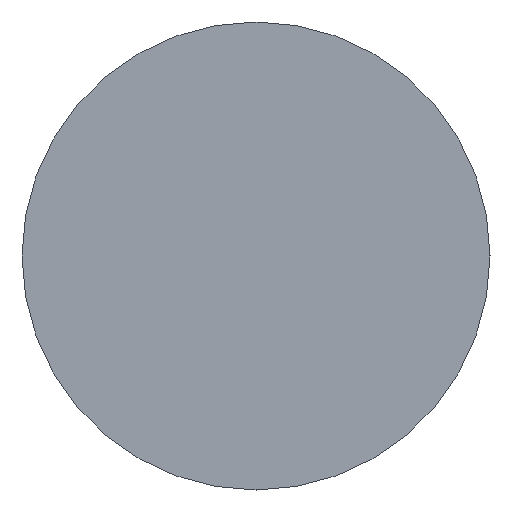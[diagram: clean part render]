
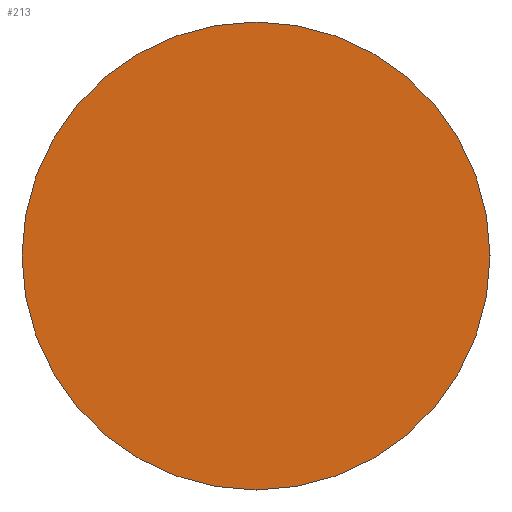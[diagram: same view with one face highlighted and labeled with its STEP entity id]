
A CAD part, left-side view. The second image highlights one B-rep face of the part: STEP entity #213.
In plain terms, the highlighted planar face has unit normal (-1, 0, 0).
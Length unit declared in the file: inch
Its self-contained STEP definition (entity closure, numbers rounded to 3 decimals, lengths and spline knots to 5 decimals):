
#10 = ORIENTED_EDGE ( 'NONE', *, *, #58, .F. ) ;
#37 = EDGE_CURVE ( 'NONE', #188, #237, #99, .T. ) ;
#42 = CARTESIAN_POINT ( 'NONE',  ( -0.25, -0.21875, 0. ) ) ;
#58 = EDGE_CURVE ( 'NONE', #237, #188, #211, .T. ) ;
#61 = PLANE ( 'NONE',  #127 ) ;
#64 = CARTESIAN_POINT ( 'NONE',  ( -0.25, 0.21875, 0. ) ) ;
#75 = EDGE_LOOP ( 'NONE', ( #166, #10 ) ) ;
#81 = DIRECTION ( 'NONE',  ( 1., 0., 0. ) ) ;
#99 = CIRCLE ( 'NONE', #164, 0.21875 ) ;
#103 = DIRECTION ( 'NONE',  ( 1., 0., 0. ) ) ;
#127 = AXIS2_PLACEMENT_3D ( 'NONE', #223, #103, #180 ) ;
#142 = CARTESIAN_POINT ( 'NONE',  ( -0.25, 0., 0. ) ) ;
#157 = DIRECTION ( 'NONE',  ( 1., 0., 0. ) ) ;
#164 = AXIS2_PLACEMENT_3D ( 'NONE', #142, #157, #219 ) ;
#166 = ORIENTED_EDGE ( 'NONE', *, *, #37, .F. ) ;
#180 = DIRECTION ( 'NONE',  ( 0., 1., 0. ) ) ;
#182 = FACE_OUTER_BOUND ( 'NONE', #75, .T. ) ;
#188 = VERTEX_POINT ( 'NONE', #64 ) ;
#197 = AXIS2_PLACEMENT_3D ( 'NONE', #206, #81, #244 ) ;
#206 = CARTESIAN_POINT ( 'NONE',  ( -0.25, 0., 0. ) ) ;
#211 = CIRCLE ( 'NONE', #197, 0.21875 ) ;
#213 = ADVANCED_FACE ( 'NONE', ( #182 ), #61, .F. ) ;
#219 = DIRECTION ( 'NONE',  ( 0., 1., 0. ) ) ;
#223 = CARTESIAN_POINT ( 'NONE',  ( -0.25, 0., 0. ) ) ;
#237 = VERTEX_POINT ( 'NONE', #42 ) ;
#244 = DIRECTION ( 'NONE',  ( 0., 1., 0. ) ) ;
